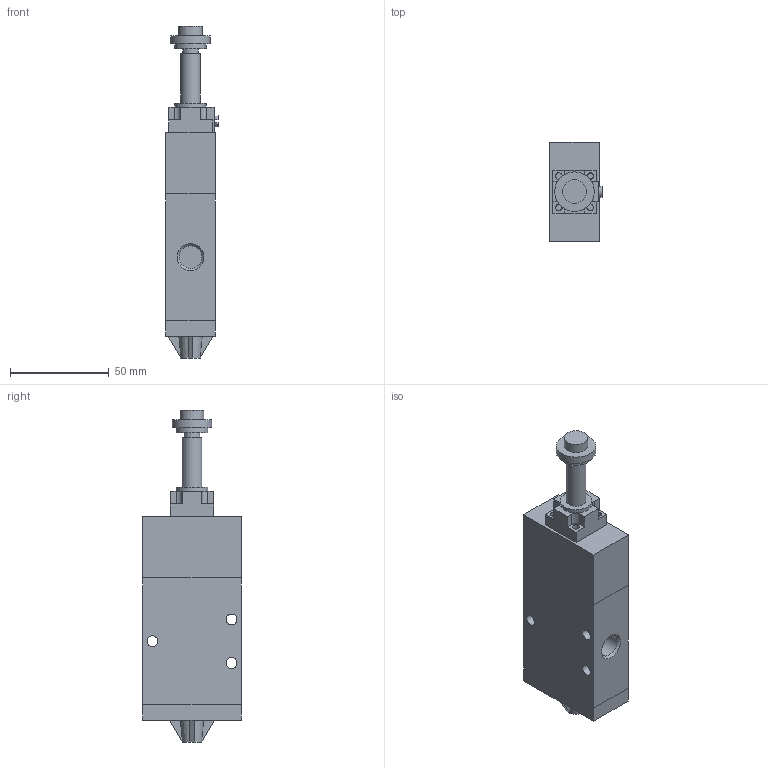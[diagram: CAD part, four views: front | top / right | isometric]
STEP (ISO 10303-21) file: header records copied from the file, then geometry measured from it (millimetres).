
FILE_DESCRIPTION((''),'2;1');
FILE_NAME('414-2_32_0_1_M2.stp','2006-11-25T09:11:59',('rivolro1'),(''),'Autodesk Inventor 11','Autodesk Inventor 11','');
FILE_SCHEMA(('AUTOMOTIVE_DESIGN { 1 0 10303 214 1 1 1 1 }'));
Length unit declared in the file: millimetre
Products named in the file (3): 414-2_32_0_1_M2; M2
Assembly tree (2 placements, depth 2):
  414-2_32_0_1_M2
    414-2_32_0_1_M2
    M2
Bounding box: 26.5 x 50 x 168 mm (x, y, z)
Volume: 134728.3 mm3; surface area: 25377.1 mm2
Topology: 2 solids, 2 shells, 107 faces, 258 edges, 171 vertices
Faces by surface type: plane 67, cylinder 23, bspline 13, cone 4
Full cylindrical faces by diameter (mm): 5.5 x3, 8 x1, 10 x1, 12 x1, 16 x2, 20 x1
Entity records: 3237 total; most frequent: CARTESIAN_POINT 691, DIRECTION 498, ORIENTED_EDGE 482, EDGE_CURVE 241, VERTEX_POINT 171, AXIS2_PLACEMENT_3D 166, VECTOR 166, LINE 166
